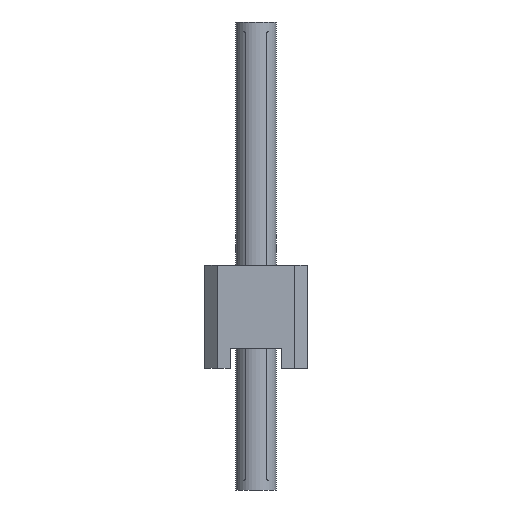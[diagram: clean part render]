
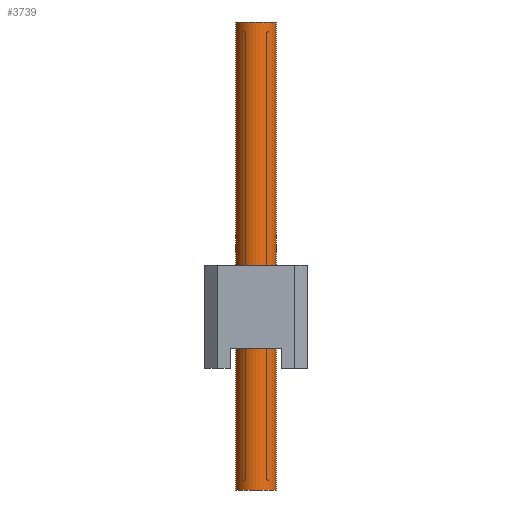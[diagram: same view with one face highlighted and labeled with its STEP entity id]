
A CAD part, left-side view. The second image highlights one B-rep face of the part: STEP entity #3739.
In plain terms, the highlighted cylindrical face has radius 0.5 mm (diameter 1 mm), a full revolution.
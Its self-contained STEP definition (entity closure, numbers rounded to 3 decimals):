
#2126=ORIENTED_EDGE('',*,*,#2656,.F.);
#2127=ORIENTED_EDGE('',*,*,#2657,.T.);
#2656=EDGE_CURVE('',#3010,#3010,#3100,.T.);
#2657=EDGE_CURVE('',#3011,#3011,#3101,.T.);
#3010=VERTEX_POINT('',#6162);
#3011=VERTEX_POINT('',#6164);
#3100=CIRCLE('',#4061,0.5);
#3101=CIRCLE('',#4062,0.5);
#3304=EDGE_LOOP('',(#2126));
#3305=EDGE_LOOP('',(#2127));
#3508=FACE_BOUND('',#3304,.T.);
#3509=FACE_BOUND('',#3305,.T.);
#3558=CYLINDRICAL_SURFACE('',#4060,0.5);
#3739=ADVANCED_FACE('',(#3508,#3509),#3558,.F.);
#4060=AXIS2_PLACEMENT_3D('',#6160,#5070,#5071);
#4061=AXIS2_PLACEMENT_3D('',#6161,#5072,#5073);
#4062=AXIS2_PLACEMENT_3D('',#6163,#5074,#5075);
#5070=DIRECTION('',(0.,0.,1.));
#5071=DIRECTION('',(1.,0.,0.));
#5072=DIRECTION('',(0.,0.,-1.));
#5073=DIRECTION('',(1.,0.,0.));
#5074=DIRECTION('',(0.,0.,-1.));
#5075=DIRECTION('',(1.,0.,0.));
#6160=CARTESIAN_POINT('',(0.,0.,0.));
#6161=CARTESIAN_POINT('',(0.,0.,11.54));
#6162=CARTESIAN_POINT('',(0.5,0.,11.54));
#6163=CARTESIAN_POINT('',(0.,0.,0.));
#6164=CARTESIAN_POINT('',(0.5,0.,0.));
